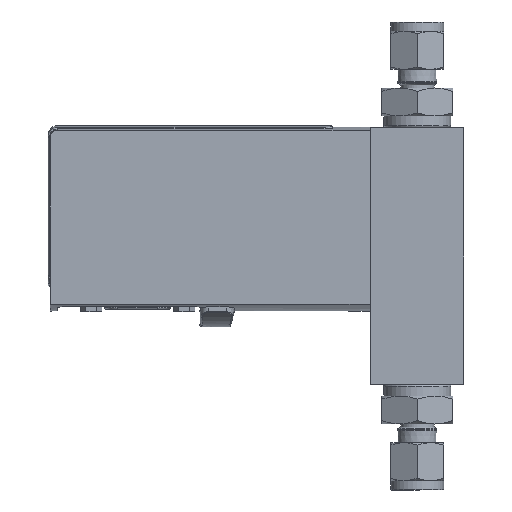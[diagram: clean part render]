
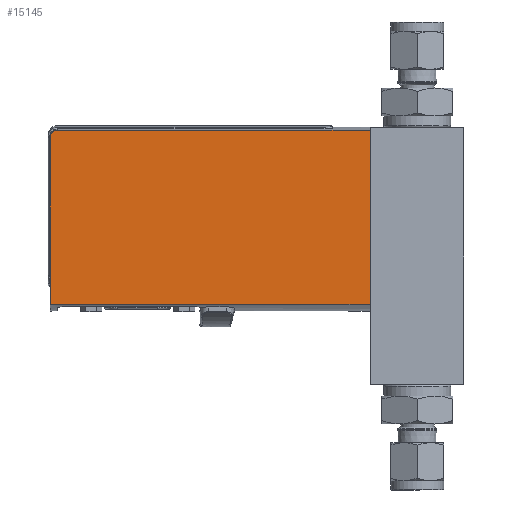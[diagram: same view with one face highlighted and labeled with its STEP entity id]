
A CAD part, left-side view. The second image highlights one B-rep face of the part: STEP entity #15145.
In plain terms, the highlighted planar face has unit normal (-1, 0, 0).
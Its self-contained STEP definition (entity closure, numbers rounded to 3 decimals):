
#649=B_SPLINE_CURVE_WITH_KNOTS('',3,(#25774,#25775,#25776,#25777,#25778,
#25779,#25780,#25781,#25782,#25783),.UNSPECIFIED.,.F.,.F.,(4,2,2,2,4),(0.893,
0.968,1.043,1.117,1.191),
 .UNSPECIFIED.);
#1198=PLANE('',#16641);
#2001=FACE_OUTER_BOUND('',#2946,.T.);
#2946=EDGE_LOOP('',(#12790,#12791,#12792,#12793,#12794));
#3912=LINE('',#26758,#4892);
#3915=LINE('',#26771,#4895);
#3953=LINE('',#26905,#4933);
#3955=LINE('',#26910,#4935);
#4892=VECTOR('',#20231,10.);
#4895=VECTOR('',#20246,10.);
#4933=VECTOR('',#20396,10.);
#4935=VECTOR('',#20404,10.);
#6664=VERTEX_POINT('',#25771);
#6665=VERTEX_POINT('',#25773);
#6862=VERTEX_POINT('',#26755);
#6863=VERTEX_POINT('',#26757);
#6867=VERTEX_POINT('',#26769);
#8532=EDGE_CURVE('',#6664,#6665,#649,.T.);
#8828=EDGE_CURVE('',#6863,#6862,#3912,.T.);
#8836=EDGE_CURVE('',#6664,#6867,#3915,.T.);
#8892=EDGE_CURVE('',#6862,#6665,#3953,.T.);
#8894=EDGE_CURVE('',#6863,#6867,#3955,.T.);
#12790=ORIENTED_EDGE('',*,*,#8894,.F.);
#12791=ORIENTED_EDGE('',*,*,#8828,.T.);
#12792=ORIENTED_EDGE('',*,*,#8892,.T.);
#12793=ORIENTED_EDGE('',*,*,#8532,.F.);
#12794=ORIENTED_EDGE('',*,*,#8836,.T.);
#15145=ADVANCED_FACE('',(#2001),#1198,.T.);
#16641=AXIS2_PLACEMENT_3D('',#26909,#20402,#20403);
#20231=DIRECTION('',(0.,0.,1.));
#20246=DIRECTION('',(0.,0.,-1.));
#20396=DIRECTION('',(0.,1.,0.));
#20402=DIRECTION('center_axis',(-1.,0.,0.));
#20403=DIRECTION('ref_axis',(0.,1.,0.));
#20404=DIRECTION('',(0.,1.,0.));
#25771=CARTESIAN_POINT('',(-50.184,132.499,70.193));
#25773=CARTESIAN_POINT('',(-50.184,130.499,72.213));
#25774=CARTESIAN_POINT('Ctrl Pts',(-50.184,132.499,70.193));
#25775=CARTESIAN_POINT('Ctrl Pts',(-50.184,132.499,70.443));
#25776=CARTESIAN_POINT('Ctrl Pts',(-50.184,132.441,70.737));
#25777=CARTESIAN_POINT('Ctrl Pts',(-50.184,132.251,71.199));
#25778=CARTESIAN_POINT('Ctrl Pts',(-50.184,132.086,71.448));
#25779=CARTESIAN_POINT('Ctrl Pts',(-50.184,131.737,71.799));
#25780=CARTESIAN_POINT('Ctrl Pts',(-50.184,131.49,71.965));
#25781=CARTESIAN_POINT('Ctrl Pts',(-50.184,131.035,72.155));
#25782=CARTESIAN_POINT('Ctrl Pts',(-50.184,130.745,72.213));
#25783=CARTESIAN_POINT('Ctrl Pts',(-50.184,130.499,72.213));
#26755=CARTESIAN_POINT('',(-50.184,46.499,72.213));
#26757=CARTESIAN_POINT('',(-50.184,46.499,25.356));
#26758=CARTESIAN_POINT('',(-50.184,46.499,25.356));
#26769=CARTESIAN_POINT('',(-50.184,132.499,25.356));
#26771=CARTESIAN_POINT('',(-50.184,132.499,60.274));
#26905=CARTESIAN_POINT('',(-50.184,46.499,72.213));
#26909=CARTESIAN_POINT('Origin',(-50.184,46.499,72.213));
#26910=CARTESIAN_POINT('',(-50.184,46.499,25.356));
